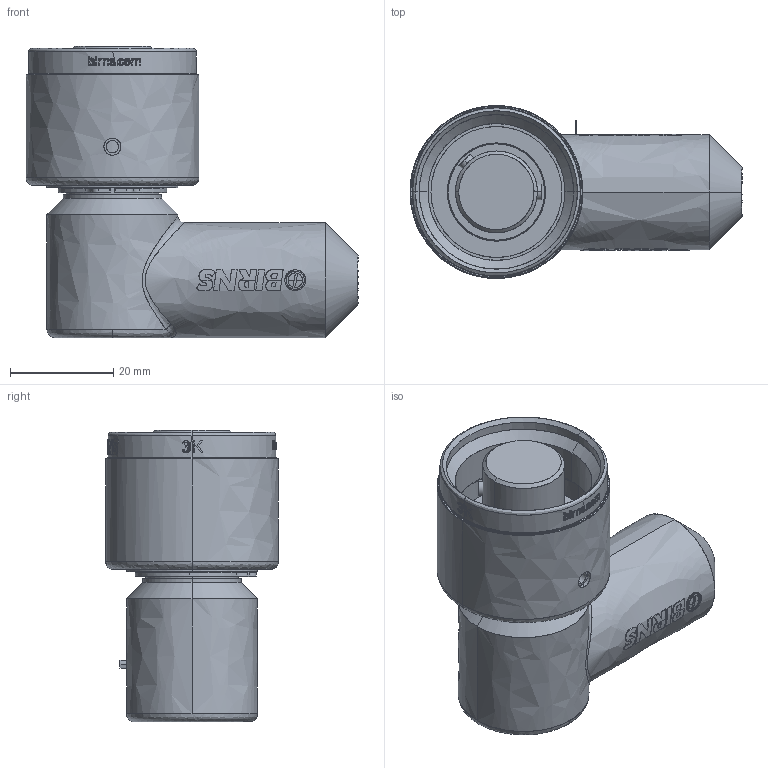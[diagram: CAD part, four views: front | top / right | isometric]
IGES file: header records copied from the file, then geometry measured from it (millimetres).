
Global section: file name: 3k-cp RA.igs; native system: AutoCAD-16.1s (LMS Tech) (Microsoft Windows NT Version 5.0 (x86)); preprocessor: Autodesk IGES Translator Mechanical Desktop 2005 (Jun  8 2004) from Autodesk, Inc.; date: 20061129.112612; units: inch
Bounding box: 64.39 x 33.53 x 56.59 mm (x, y, z)
Surface area: 16822.9 mm2 (no closed solid volume)
Topology: 0 solids, 0 shells, 581 faces, 5503 edges, 5495 vertices
Faces by surface type: bspline 581
